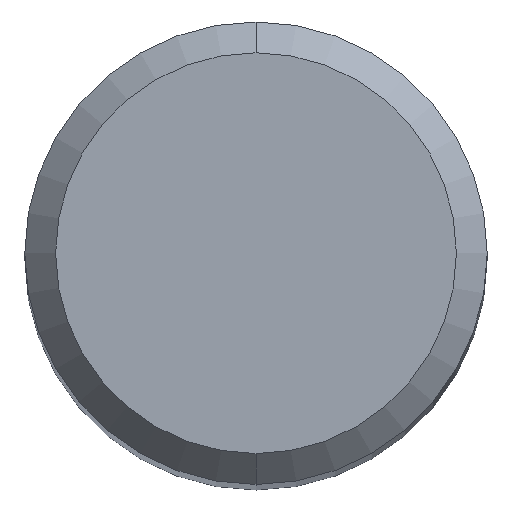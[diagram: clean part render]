
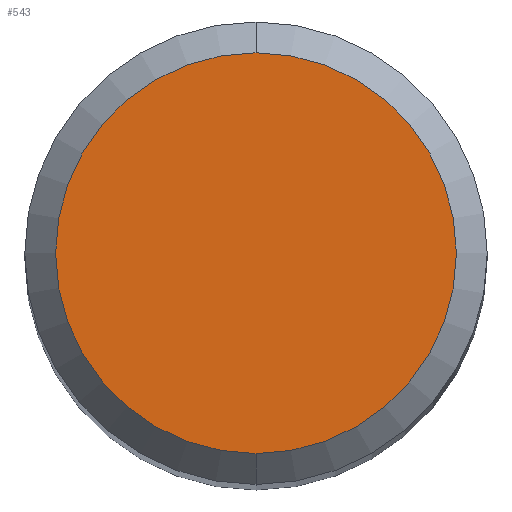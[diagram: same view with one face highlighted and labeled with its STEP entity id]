
A CAD part, top view. The second image highlights one B-rep face of the part: STEP entity #543.
In plain terms, the highlighted planar face has unit normal (0, 0, 1).
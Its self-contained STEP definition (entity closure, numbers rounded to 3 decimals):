
#493=EDGE_CURVE('',#573,#621,#1091,.T.);
#543=ADVANCED_FACE('',(#1145),#1146,.T.);
#573=VERTEX_POINT('',#1178);
#621=VERTEX_POINT('',#1230);
#791=EDGE_CURVE('',#621,#573,#1417,.T.);
#1091=CIRCLE('',#2418,2.6);
#1145=FACE_OUTER_BOUND('',#2624,.T.);
#1146=PLANE('',#2625);
#1178=CARTESIAN_POINT('',(0.,-2.6,0.0));
#1230=CARTESIAN_POINT('',(0.0,2.6,0.0));
#1417=CIRCLE('',#3920,2.6);
#2418=AXIS2_PLACEMENT_3D('',#4597,#4598,#4599);
#2624=EDGE_LOOP('',(#4660,#4661));
#2625=AXIS2_PLACEMENT_3D('',#4662,#4663,#4664);
#3920=AXIS2_PLACEMENT_3D('',#4985,#4986,#4987);
#4597=CARTESIAN_POINT('',(0.0,0.0,0.0));
#4598=DIRECTION('',(0.0,0.0,-1.0));
#4599=DIRECTION('',(0.0,1.0,0.0));
#4660=ORIENTED_EDGE('',*,*,#791,.F.);
#4661=ORIENTED_EDGE('',*,*,#493,.F.);
#4662=CARTESIAN_POINT('',(0.0,1.3,0.0));
#4663=DIRECTION('',(-0.0,0.0,1.0));
#4664=DIRECTION('',(0.0,-1.0,0.0));
#4985=CARTESIAN_POINT('',(0.0,0.0,0.0));
#4986=DIRECTION('',(0.0,0.0,-1.0));
#4987=DIRECTION('',(0.0,1.0,0.0));
